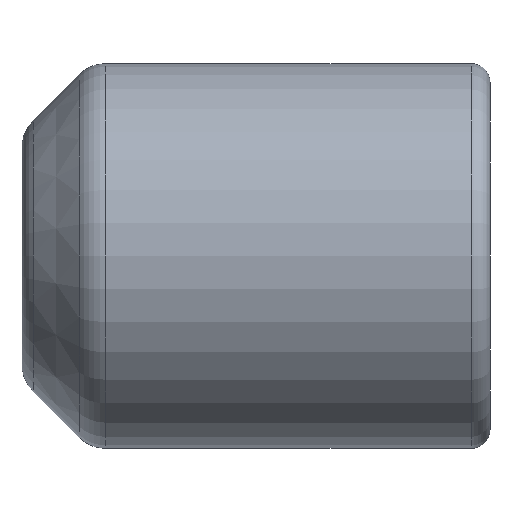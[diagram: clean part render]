
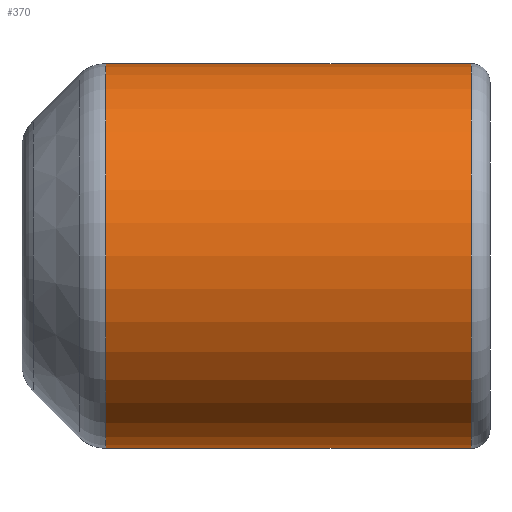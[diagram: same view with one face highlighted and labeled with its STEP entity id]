
A CAD part, front view. The second image highlights one B-rep face of the part: STEP entity #370.
In plain terms, the highlighted cylindrical face has radius 10.236 mm (diameter 20.471 mm), a partial arc.
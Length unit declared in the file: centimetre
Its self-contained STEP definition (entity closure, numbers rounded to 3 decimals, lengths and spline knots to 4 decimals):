
#8 = EDGE_CURVE ( 'NONE', #159, #415, #61, .T. ) ;
#10 = AXIS2_PLACEMENT_3D ( 'NONE', #99, #101, #237 ) ;
#46 = LINE ( 'NONE', #83, #323 ) ;
#58 = ORIENTED_EDGE ( 'NONE', *, *, #76, .F. ) ;
#61 = LINE ( 'NONE', #194, #129 ) ;
#76 = EDGE_CURVE ( 'NONE', #374, #349, #46, .T. ) ;
#77 = CARTESIAN_POINT ( 'NONE',  ( 2.3899, 0., 0. ) ) ;
#83 = CARTESIAN_POINT ( 'NONE',  ( -4.2549, 0., -1.0236 ) ) ;
#96 = AXIS2_PLACEMENT_3D ( 'NONE', #135, #203, #326 ) ;
#99 = CARTESIAN_POINT ( 'NONE',  ( -4.2549, 0., 0. ) ) ;
#101 = DIRECTION ( 'NONE',  ( -1., 0., 0. ) ) ;
#104 = CARTESIAN_POINT ( 'NONE',  ( 0.445, 0., 1.0236 ) ) ;
#109 = EDGE_CURVE ( 'NONE', #374, #159, #340, .T. ) ;
#111 = CIRCLE ( 'NONE', #96, 1.0236 ) ;
#114 = DIRECTION ( 'NONE',  ( -1., 0., 0. ) ) ;
#125 = DIRECTION ( 'NONE',  ( -1., 0., 0. ) ) ;
#129 = VECTOR ( 'NONE', #125, 100. ) ;
#135 = CARTESIAN_POINT ( 'NONE',  ( 0.445, 0., 0. ) ) ;
#139 = DIRECTION ( 'NONE',  ( -1., 0., 0. ) ) ;
#159 = VERTEX_POINT ( 'NONE', #176 ) ;
#169 = CYLINDRICAL_SURFACE ( 'NONE', #10, 1.0236 ) ;
#176 = CARTESIAN_POINT ( 'NONE',  ( 2.3899, 0., 1.0236 ) ) ;
#194 = CARTESIAN_POINT ( 'NONE',  ( -4.2549, 0., 1.0236 ) ) ;
#196 = ORIENTED_EDGE ( 'NONE', *, *, #8, .T. ) ;
#203 = DIRECTION ( 'NONE',  ( -1., 0., 0. ) ) ;
#227 = EDGE_LOOP ( 'NONE', ( #58, #280, #196, #412 ) ) ;
#234 = FACE_OUTER_BOUND ( 'NONE', #227, .T. ) ;
#237 = DIRECTION ( 'NONE',  ( 0., 0., 1. ) ) ;
#250 = DIRECTION ( 'NONE',  ( 0., 0., 1. ) ) ;
#280 = ORIENTED_EDGE ( 'NONE', *, *, #109, .T. ) ;
#323 = VECTOR ( 'NONE', #114, 100. ) ;
#326 = DIRECTION ( 'NONE',  ( 0., 0., 1. ) ) ;
#327 = EDGE_CURVE ( 'NONE', #349, #415, #111, .T. ) ;
#340 = CIRCLE ( 'NONE', #382, 1.0236 ) ;
#349 = VERTEX_POINT ( 'NONE', #363 ) ;
#363 = CARTESIAN_POINT ( 'NONE',  ( 0.445, 0., -1.0236 ) ) ;
#370 = ADVANCED_FACE ( 'NONE', ( #234 ), #169, .T. ) ;
#374 = VERTEX_POINT ( 'NONE', #400 ) ;
#382 = AXIS2_PLACEMENT_3D ( 'NONE', #77, #139, #250 ) ;
#400 = CARTESIAN_POINT ( 'NONE',  ( 2.3899, 0., -1.0236 ) ) ;
#412 = ORIENTED_EDGE ( 'NONE', *, *, #327, .F. ) ;
#415 = VERTEX_POINT ( 'NONE', #104 ) ;
